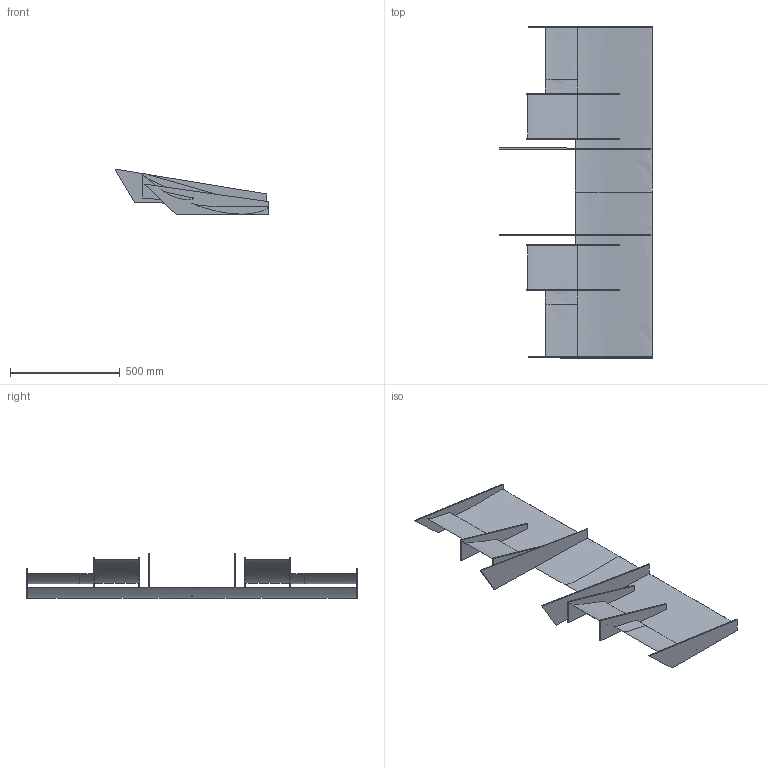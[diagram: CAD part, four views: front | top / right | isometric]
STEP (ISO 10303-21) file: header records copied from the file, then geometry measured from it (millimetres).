
FILE_DESCRIPTION(('CATIA V5 STEP Exchange'),'2;1');
FILE_NAME('Front Wing.stp','2019-12-10T13:25:40+00:00',('none'),('none'),'CATIA Version 5 Release 17 (IN-10)','CATIA V5 STEP AP203','none');
FILE_SCHEMA(('CONFIG_CONTROL_DESIGN'));
Length unit declared in the file: millimetre
Products named in the file (7): Front Wing; F_Main_As; F_Sub_As; F_Stay_As; Symmetry of F_Sub_As; Symmetry of F_Stay_As; Symmetry of F_Main_As
Assembly tree (20 placements, depth 3):
  Front Wing
    #56
    F_Main_As
      #237
    F_Sub_As
      #2705
      #7259
      #9706  x2
    F_Stay_As
      #9915
    #10105
    Symmetry of F_Sub_As
      #10286
      #14840
      #17287  x2
    Symmetry of F_Stay_As
      #17496
    Symmetry of F_Main_As
      #17692
Bounding box: 700.46 x 1510 x 208.02 mm (x, y, z)
Volume: 15612370.3 mm3; surface area: 2242198.4 mm2
Topology: 14 solids, 14 shells, 76 faces, 140 edges, 92 vertices
Faces by surface type: plane 60, bspline 16
Entity records: 20107 total; most frequent: CARTESIAN_POINT 18578, DIRECTION 248, ORIENTED_EDGE 232, EDGE_CURVE 116, AXIS2_PLACEMENT_3D 88, VERTEX_POINT 76, VECTOR 72, LINE 72
